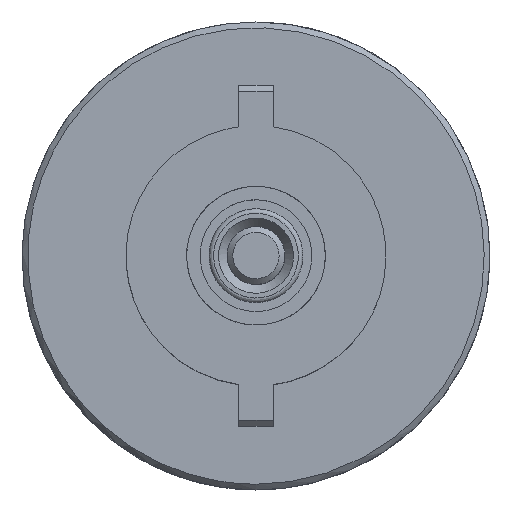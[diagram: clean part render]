
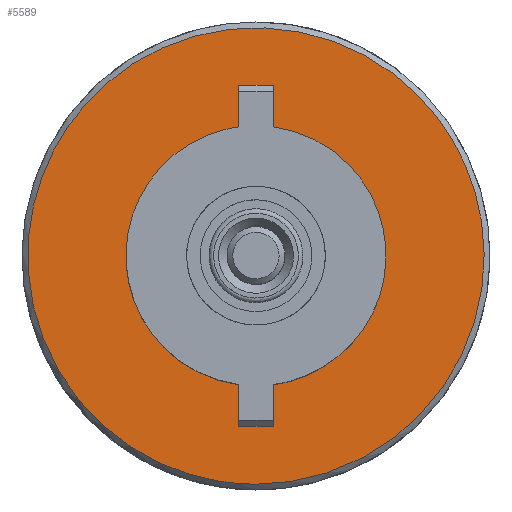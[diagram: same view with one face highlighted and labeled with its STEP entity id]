
A CAD part, top view. The second image highlights one B-rep face of the part: STEP entity #5589.
In plain terms, the highlighted free-form (B-spline) face has degree [1, 1] with [2, 2] control points.
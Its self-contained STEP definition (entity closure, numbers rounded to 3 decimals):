
#5411 = EDGE_CURVE('',#5412,#5412,#5414,.T.);
#5412 = VERTEX_POINT('',#5413);
#5413 = CARTESIAN_POINT('',(3.672,-45.945,
    25.707));
#5414 = ( BOUNDED_CURVE() B_SPLINE_CURVE(2,(#5415,#5416,#5417,#5418,
#5419,#5420,#5421),.UNSPECIFIED.,.T.,.F.) B_SPLINE_CURVE_WITH_KNOTS((1,2
    ,2,2,2,1),(-2.094,0.,2.094,4.189,
6.283,8.378),.UNSPECIFIED.) CURVE() 
GEOMETRIC_REPRESENTATION_ITEM() RATIONAL_B_SPLINE_CURVE((1.,0.5,1.,0.5,
1.,0.5,1.)) REPRESENTATION_ITEM('') );
#5415 = CARTESIAN_POINT('',(3.672,-45.945,
    25.707));
#5416 = CARTESIAN_POINT('',(87.422,-45.945,
    25.707));
#5417 = CARTESIAN_POINT('',(45.547,26.584,
    25.707));
#5418 = CARTESIAN_POINT('',(3.672,99.114,
    25.707));
#5419 = CARTESIAN_POINT('',(-38.202,26.584,
    25.707));
#5420 = CARTESIAN_POINT('',(-80.077,-45.945,
    25.707));
#5421 = CARTESIAN_POINT('',(3.672,-45.945,
    25.707));
#5455 = VERTEX_POINT('',#5456);
#5456 = CARTESIAN_POINT('',(7.345,-24.889,
    25.707));
#5461 = EDGE_CURVE('',#5462,#5455,#5464,.T.);
#5462 = VERTEX_POINT('',#5463);
#5463 = CARTESIAN_POINT('',(7.345,29.705,
    25.707));
#5464 = ( BOUNDED_CURVE() B_SPLINE_CURVE(2,(#5465,#5466,#5467,#5468,
#5469),.UNSPECIFIED.,.F.,.F.) B_SPLINE_CURVE_WITH_KNOTS((3,2,3),(
    0.134,1.571,3.008),
.PIECEWISE_BEZIER_KNOTS.) CURVE() GEOMETRIC_REPRESENTATION_ITEM() 
RATIONAL_B_SPLINE_CURVE((1.,0.753,1.,0.753,1.)) 
REPRESENTATION_ITEM('') );
#5465 = CARTESIAN_POINT('',(7.345,29.705,
    25.707));
#5466 = CARTESIAN_POINT('',(31.215,26.493,
    25.707));
#5467 = CARTESIAN_POINT('',(31.215,2.408,
    25.707));
#5468 = CARTESIAN_POINT('',(31.215,-21.678,
    25.707));
#5469 = CARTESIAN_POINT('',(7.345,-24.889,
    25.707));
#5492 = EDGE_CURVE('',#5462,#5493,#5495,.T.);
#5493 = VERTEX_POINT('',#5494);
#5494 = CARTESIAN_POINT('',(7.345,32.399,
    25.707));
#5495 = B_SPLINE_CURVE_WITH_KNOTS('',1,(#5496,#5497),.UNSPECIFIED.,.F.,
  .F.,(2,2),(-0.201,2.),.PIECEWISE_BEZIER_KNOTS.);
#5496 = CARTESIAN_POINT('',(7.345,29.705,
    25.707));
#5497 = CARTESIAN_POINT('',(7.345,32.399,
    25.707));
#5516 = EDGE_CURVE('',#5517,#5493,#5519,.T.);
#5517 = VERTEX_POINT('',#5518);
#5518 = CARTESIAN_POINT('',(0.,32.399,25.707));
#5519 = B_SPLINE_CURVE_WITH_KNOTS('',1,(#5520,#5521),.UNSPECIFIED.,.F.,
  .F.,(2,2),(0.,6.),.PIECEWISE_BEZIER_KNOTS.);
#5520 = CARTESIAN_POINT('',(0.,32.399,25.707));
#5521 = CARTESIAN_POINT('',(7.345,32.399,
    25.707));
#5538 = VERTEX_POINT('',#5539);
#5539 = CARTESIAN_POINT('',(0.,29.705,25.707));
#5549 = EDGE_CURVE('',#5538,#5517,#5550,.T.);
#5550 = B_SPLINE_CURVE_WITH_KNOTS('',1,(#5551,#5552),.UNSPECIFIED.,.F.,
  .F.,(2,2),(-0.201,2.),.PIECEWISE_BEZIER_KNOTS.);
#5551 = CARTESIAN_POINT('',(0.,29.705,25.707));
#5552 = CARTESIAN_POINT('',(0.,32.399,25.707));
#5563 = VERTEX_POINT('',#5564);
#5564 = CARTESIAN_POINT('',(0.,-24.889,25.707));
#5571 = EDGE_CURVE('',#5563,#5538,#5572,.T.);
#5572 = ( BOUNDED_CURVE() B_SPLINE_CURVE(2,(#5573,#5574,#5575,#5576,
#5577),.UNSPECIFIED.,.F.,.F.) B_SPLINE_CURVE_WITH_KNOTS((3,2,3),(
    3.275,4.712,6.149),.PIECEWISE_BEZIER_KNOTS.) 
CURVE() GEOMETRIC_REPRESENTATION_ITEM() RATIONAL_B_SPLINE_CURVE((1.,
0.753,1.,0.753,1.)) REPRESENTATION_ITEM('') );
#5573 = CARTESIAN_POINT('',(0.,-24.889,
    25.707));
#5574 = CARTESIAN_POINT('',(-23.87,-21.678,
    25.707));
#5575 = CARTESIAN_POINT('',(-23.87,2.408,
    25.707));
#5576 = CARTESIAN_POINT('',(-23.87,26.493,
    25.707));
#5577 = CARTESIAN_POINT('',(0.,29.705,
    25.707));
#5589 = ADVANCED_FACE('',(#5590,#5616),#5619,.T.);
#5590 = FACE_BOUND('',#5591,.T.);
#5591 = EDGE_LOOP('',(#5592,#5599,#5600,#5601,#5602,#5603,#5604,#5611));
#5592 = ORIENTED_EDGE('',*,*,#5593,.F.);
#5593 = EDGE_CURVE('',#5563,#5594,#5596,.T.);
#5594 = VERTEX_POINT('',#5595);
#5595 = CARTESIAN_POINT('',(0.,-27.583,25.707));
#5596 = B_SPLINE_CURVE_WITH_KNOTS('',1,(#5597,#5598),.UNSPECIFIED.,.F.,
  .F.,(2,2),(-0.201,2.),.PIECEWISE_BEZIER_KNOTS.);
#5597 = CARTESIAN_POINT('',(0.,-24.889,25.707));
#5598 = CARTESIAN_POINT('',(0.,-27.583,25.707));
#5599 = ORIENTED_EDGE('',*,*,#5571,.T.);
#5600 = ORIENTED_EDGE('',*,*,#5549,.T.);
#5601 = ORIENTED_EDGE('',*,*,#5516,.T.);
#5602 = ORIENTED_EDGE('',*,*,#5492,.F.);
#5603 = ORIENTED_EDGE('',*,*,#5461,.T.);
#5604 = ORIENTED_EDGE('',*,*,#5605,.T.);
#5605 = EDGE_CURVE('',#5455,#5606,#5608,.T.);
#5606 = VERTEX_POINT('',#5607);
#5607 = CARTESIAN_POINT('',(7.345,-27.583,
    25.707));
#5608 = B_SPLINE_CURVE_WITH_KNOTS('',1,(#5609,#5610),.UNSPECIFIED.,.F.,
  .F.,(2,2),(-0.201,2.),.PIECEWISE_BEZIER_KNOTS.);
#5609 = CARTESIAN_POINT('',(7.345,-24.889,
    25.707));
#5610 = CARTESIAN_POINT('',(7.345,-27.583,
    25.707));
#5611 = ORIENTED_EDGE('',*,*,#5612,.F.);
#5612 = EDGE_CURVE('',#5594,#5606,#5613,.T.);
#5613 = B_SPLINE_CURVE_WITH_KNOTS('',1,(#5614,#5615),.UNSPECIFIED.,.F.,
  .F.,(2,2),(-3.,3.),.PIECEWISE_BEZIER_KNOTS.);
#5614 = CARTESIAN_POINT('',(0.,-27.583,25.707));
#5615 = CARTESIAN_POINT('',(7.345,-27.583,
    25.707));
#5616 = FACE_BOUND('',#5617,.T.);
#5617 = EDGE_LOOP('',(#5618));
#5618 = ORIENTED_EDGE('',*,*,#5411,.T.);
#5619 = B_SPLINE_SURFACE_WITH_KNOTS('',1,1,(
    (#5620,#5621)
    ,(#5622,#5623
    )),.UNSPECIFIED.,.F.,.F.,.F.,(2,2),(2,2),(1.,80.),(-39.5,39.5),
  .PIECEWISE_BEZIER_KNOTS.);
#5620 = CARTESIAN_POINT('',(-44.68,50.761,
    25.707));
#5621 = CARTESIAN_POINT('',(52.025,50.761,
    25.707));
#5622 = CARTESIAN_POINT('',(-44.68,-45.945,
    25.707));
#5623 = CARTESIAN_POINT('',(52.025,-45.945,
    25.707));
